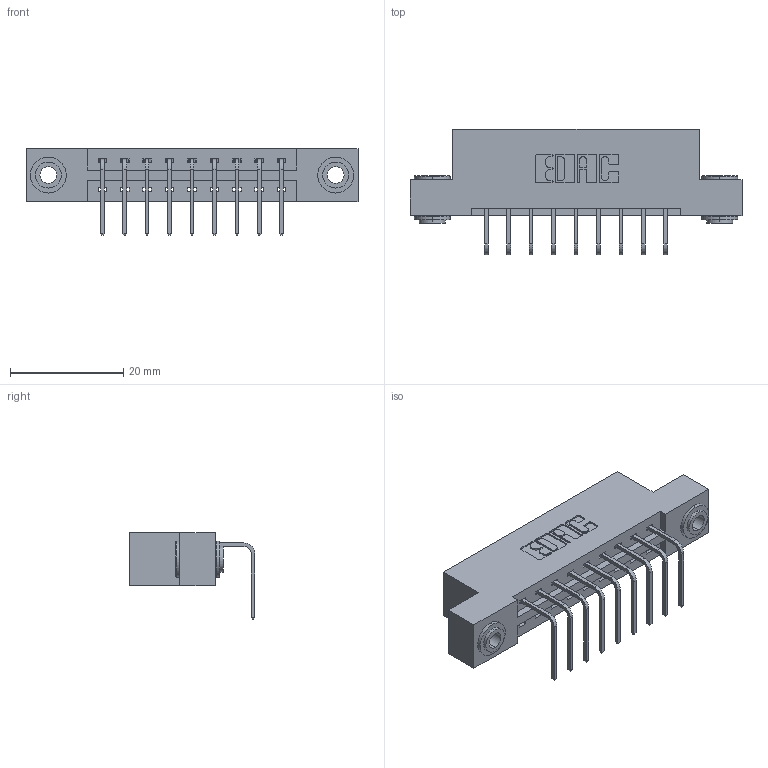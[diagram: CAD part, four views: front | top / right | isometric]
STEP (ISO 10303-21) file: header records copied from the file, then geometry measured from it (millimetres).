
FILE_DESCRIPTION (( 'STEP AP203' ), '1' );
FILE_NAME ('387-009-558-103.STEP', '2018-09-10T06:10:47', ( '' ), ( '' ), 'SwSTEP 2.0', 'SolidWorks 2016', '' );
FILE_SCHEMA (( 'CONFIG_CONTROL_DESIGN' ));
Length unit declared in the file: inch
Products named in the file (4): 337 Part_Flush Mounting Lugs - 0.156 Dia-TH; 345-292-001_558 Tail - 2; 345-250-002_345-250-002-102; 387-009-558-103
Assembly tree (12 placements, depth 2):
  387-009-558-103
    337 Part_Flush Mounting Lugs - 0.156 Dia-TH
    345-292-001_558 Tail - 2  x9
    345-250-002_345-250-002-102  x2
Bounding box: 58.67 x 22.17 x 15.37 mm (x, y, z)
Volume: 5734.6 mm3; surface area: 6159.6 mm2
Topology: 12 solids, 12 shells, 728 faces, 2133 edges, 1406 vertices
Faces by surface type: plane 512, cylinder 208, cone 8
Entity records: 11692 total; most frequent: CARTESIAN_POINT 2012, ORIENTED_EDGE 1950, DIRECTION 1795, EDGE_CURVE 975, LINE 823, VECTOR 823, VERTEX_POINT 646, AXIS2_PLACEMENT_3D 486
